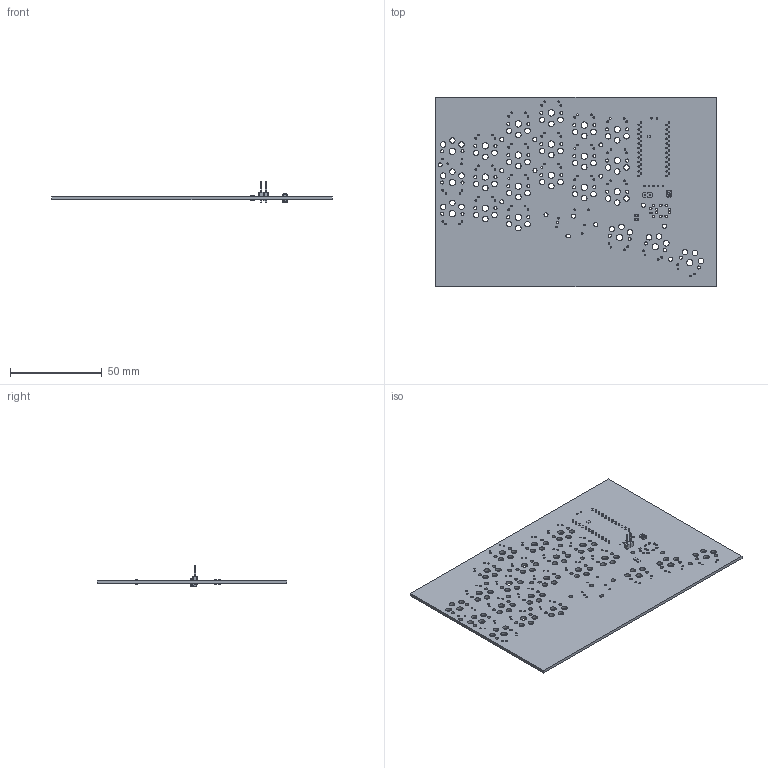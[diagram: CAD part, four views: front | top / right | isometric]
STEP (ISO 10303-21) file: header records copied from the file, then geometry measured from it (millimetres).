
FILE_DESCRIPTION(('KiCad electronic assembly'),'2;1');
FILE_NAME('PCB.step','2024-08-07T06:49:00',('Pcbnew'),('Kicad'), 'Open CASCADE STEP processor 7.8','KiCad to STEP converter','Unknown' );
FILE_SCHEMA(('AUTOMOTIVE_DESIGN { 1 0 10303 214 1 1 1 1 }'));
Length unit declared in the file: millimetre
Products named in the file (8): PCB 1; SW_SPST_B3U-1000P; R_0805_2012Metric; PinHeader_1x02_P2.54mm_Vertical; PinHeader_1x02_P254mm_Vertical; chocofi_PCB
Assembly tree (13 placements, depth 3):
  PCB 1
    SW_SPST_B3U-1000P  x2
      SW_SPST_B3U-1000P
    R_0805_2012Metric  x6
      R_0805_2012Metric
    PinHeader_1x02_P2.54mm_Vertical
      PinHeader_1x02_P254mm_Vertical
    chocofi_PCB
Bounding box: 153.1 x 103.21 x 11.83 mm (x, y, z)
Volume: 23850.1 mm3; surface area: 33439.1 mm2
Topology: 10 solids, 10 shells, 1039 faces, 2799 edges, 1728 vertices
Faces by surface type: cylinder 571, plane 400, sphere 34, torus 34
Full cylindrical faces by diameter (mm): 0.813 x99, 0.9 x2, 0.991 x44, 1 x7, 1.2 x4, 1.5 x2, 1.702 x44, 2.2 x13, 3 x66, 3.429 x22
Entity records: 25191 total; most frequent: DIRECTION 4047, CARTESIAN_POINT 3859, ORIENTED_EDGE 3650, EDGE_CURVE 1825, AXIS2_PLACEMENT_3D 1545, FACE_BOUND 1294, EDGE_LOOP 1294, VERTEX_POINT 1159
